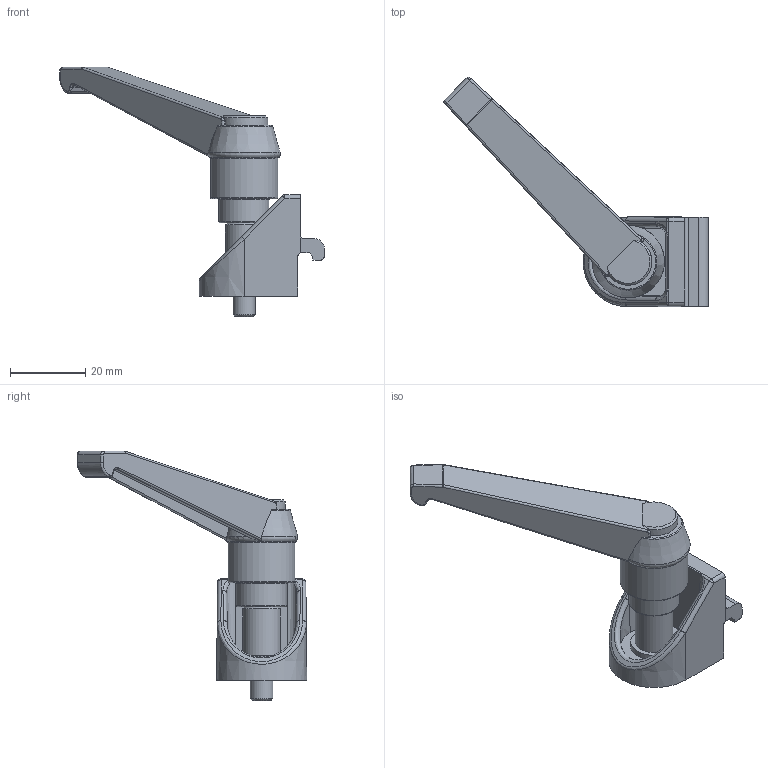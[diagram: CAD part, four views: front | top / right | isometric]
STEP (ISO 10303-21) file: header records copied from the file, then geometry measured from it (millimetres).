
FILE_DESCRIPTION (( 'STEP AP214' ), '1' );
FILE_NAME ('093WKF301N06A.STEP', '2014-11-28T08:00:42', ( 'Admin' ), ( 'Hewlett-Packard Company' ), 'SwSTEP 2.0', 'SolidWorks 2014', '' );
FILE_SCHEMA (( 'AUTOMOTIVE_DESIGN' ));
Length unit declared in the file: millimetre
Products named in the file (4): 041LLXXX_041LL065K91M0625M; 340me268_Standard; 093wk301n06r_Standard; 093WKF301N06A
Assembly tree (3 placements, depth 2):
  093WKF301N06A
    093wk301n06r_Standard
    340me268_Standard
    041LLXXX_041LL065K91M0625M
Bounding box: 70.42 x 61.12 x 66.5 mm (x, y, z)
Volume: 17659.3 mm3; surface area: 10471.3 mm2
Topology: 3 solids, 3 shells, 126 faces, 307 edges, 190 vertices
Faces by surface type: plane 47, cylinder 43, bspline 16, cone 10, torus 8, sphere 2
Full cylindrical faces by diameter (mm): 6 x1, 6.2 x1, 7 x1, 10 x1, 12.5 x1, 13.5 x1, 18 x1
Entity records: 4290 total; most frequent: CARTESIAN_POINT 1460, ORIENTED_EDGE 572, DIRECTION 532, EDGE_CURVE 286, AXIS2_PLACEMENT_3D 198, VERTEX_POINT 185, EDGE_LOOP 147, FACE_OUTER_BOUND 137
